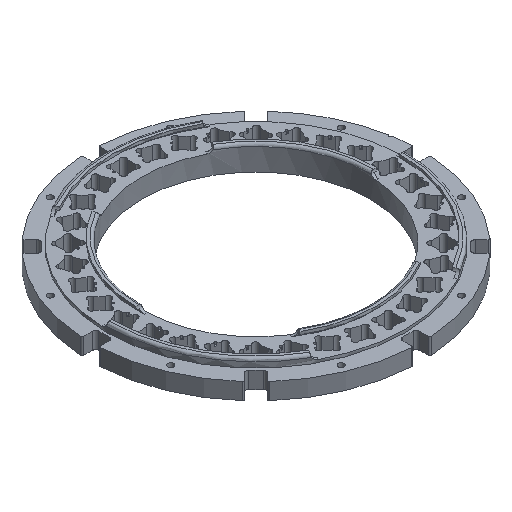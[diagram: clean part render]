
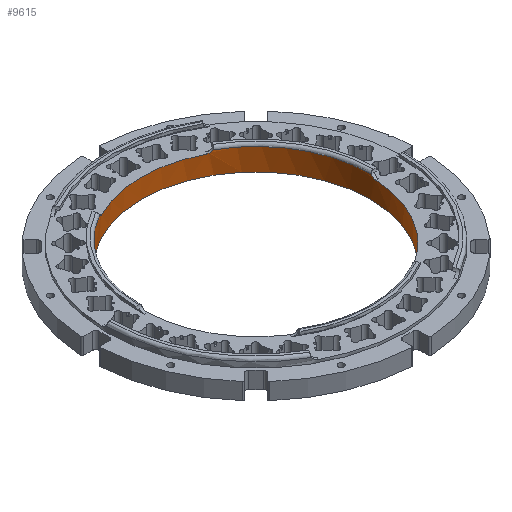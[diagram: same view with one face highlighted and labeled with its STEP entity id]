
A CAD part, isometric view. The second image highlights one B-rep face of the part: STEP entity #9615.
In plain terms, the highlighted cylindrical face has radius 83 mm (diameter 166 mm), a full revolution.
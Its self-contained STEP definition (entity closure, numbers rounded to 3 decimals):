
#146=CIRCLE('',#9712,83.);
#148=CIRCLE('',#9714,83.);
#150=CIRCLE('',#9716,83.);
#320=CIRCLE('',#9902,83.);
#321=CIRCLE('',#9903,83.);
#332=CIRCLE('',#9924,83.);
#342=CIRCLE('',#9948,83.);
#386=CIRCLE('',#9995,83.);
#1340=FACE_OUTER_BOUND('',#1951,.T.);
#1951=EDGE_LOOP('',(#8564,#8565,#8566,#8567,#8568,#8569,#8570,#8571,#8572,
#8573,#8574,#8575,#8576,#8577,#8578,#8579));
#2770=LINE('',#16606,#3602);
#3602=VECTOR('',#13349,83.);
#3700=B_SPLINE_CURVE_WITH_KNOTS('',3,(#14450,#14451,#14452,#14453,#14454,
#14455,#14456,#14457),.UNSPECIFIED.,.F.,.F.,(4,2,2,4),(1.406,
1.508,1.658,1.809),.UNSPECIFIED.);
#3703=B_SPLINE_CURVE_WITH_KNOTS('',3,(#14478,#14479,#14480,#14481,#14482,
#14483,#14484,#14485),.UNSPECIFIED.,.F.,.F.,(4,2,2,4),(0.603,
0.754,0.905,1.006),.UNSPECIFIED.);
#3716=B_SPLINE_CURVE_WITH_KNOTS('',3,(#14618,#14619,#14620,#14621,#14622,
#14623,#14624,#14625),.UNSPECIFIED.,.F.,.F.,(4,2,2,4),(1.406,
1.508,1.658,1.809),.UNSPECIFIED.);
#3719=B_SPLINE_CURVE_WITH_KNOTS('',3,(#14646,#14647,#14648,#14649,#14650,
#14651,#14652,#14653),.UNSPECIFIED.,.F.,.F.,(4,2,2,4),(0.603,
0.754,0.905,1.006),.UNSPECIFIED.);
#3732=B_SPLINE_CURVE_WITH_KNOTS('',3,(#14830,#14831,#14832,#14833,#14834,
#14835,#14836,#14837),.UNSPECIFIED.,.F.,.F.,(4,2,2,4),(1.406,
1.508,1.658,1.809),.UNSPECIFIED.);
#3735=B_SPLINE_CURVE_WITH_KNOTS('',3,(#14858,#14859,#14860,#14861,#14862,
#14863,#14864,#14865),.UNSPECIFIED.,.F.,.F.,(4,2,2,4),(0.603,
0.754,0.905,1.006),.UNSPECIFIED.);
#3756=VERTEX_POINT('',#13713);
#3757=VERTEX_POINT('',#13715);
#3760=VERTEX_POINT('',#13721);
#3761=VERTEX_POINT('',#13723);
#3764=VERTEX_POINT('',#13729);
#3765=VERTEX_POINT('',#13731);
#4095=VERTEX_POINT('',#14437);
#4099=VERTEX_POINT('',#14477);
#4115=VERTEX_POINT('',#14605);
#4119=VERTEX_POINT('',#14645);
#4121=VERTEX_POINT('',#14686);
#4137=VERTEX_POINT('',#14817);
#4141=VERTEX_POINT('',#14857);
#4211=VERTEX_POINT('',#15039);
#4697=EDGE_CURVE('',#3757,#3756,#146,.T.);
#4701=EDGE_CURVE('',#3761,#3760,#148,.T.);
#4705=EDGE_CURVE('',#3765,#3764,#150,.T.);
#5038=EDGE_CURVE('',#3756,#4095,#3700,.F.);
#5042=EDGE_CURVE('',#3765,#4099,#3703,.T.);
#5062=EDGE_CURVE('',#3760,#4115,#3716,.F.);
#5066=EDGE_CURVE('',#3757,#4119,#3719,.T.);
#5078=EDGE_CURVE('',#4121,#4099,#320,.T.);
#5079=EDGE_CURVE('',#4095,#4121,#321,.T.);
#5090=EDGE_CURVE('',#4115,#4119,#332,.T.);
#5108=EDGE_CURVE('',#3764,#4137,#3732,.F.);
#5112=EDGE_CURVE('',#3761,#4141,#3735,.T.);
#5124=EDGE_CURVE('',#4137,#4141,#342,.T.);
#5194=EDGE_CURVE('',#4211,#4211,#386,.T.);
#5961=EDGE_CURVE('',#4211,#4121,#2770,.T.);
#8564=ORIENTED_EDGE('',*,*,#5194,.F.);
#8565=ORIENTED_EDGE('',*,*,#5961,.T.);
#8566=ORIENTED_EDGE('',*,*,#5078,.T.);
#8567=ORIENTED_EDGE('',*,*,#5042,.F.);
#8568=ORIENTED_EDGE('',*,*,#4705,.T.);
#8569=ORIENTED_EDGE('',*,*,#5108,.T.);
#8570=ORIENTED_EDGE('',*,*,#5124,.T.);
#8571=ORIENTED_EDGE('',*,*,#5112,.F.);
#8572=ORIENTED_EDGE('',*,*,#4701,.T.);
#8573=ORIENTED_EDGE('',*,*,#5062,.T.);
#8574=ORIENTED_EDGE('',*,*,#5090,.T.);
#8575=ORIENTED_EDGE('',*,*,#5066,.F.);
#8576=ORIENTED_EDGE('',*,*,#4697,.T.);
#8577=ORIENTED_EDGE('',*,*,#5038,.T.);
#8578=ORIENTED_EDGE('',*,*,#5079,.T.);
#8579=ORIENTED_EDGE('',*,*,#5961,.F.);
#9135=CYLINDRICAL_SURFACE('',#10634,83.);
#9615=ADVANCED_FACE('',(#1340),#9135,.F.);
#9712=AXIS2_PLACEMENT_3D('',#13716,#10767,#10768);
#9714=AXIS2_PLACEMENT_3D('',#13724,#10773,#10774);
#9716=AXIS2_PLACEMENT_3D('',#13732,#10779,#10780);
#9902=AXIS2_PLACEMENT_3D('',#14687,#11326,#11327);
#9903=AXIS2_PLACEMENT_3D('',#14688,#11328,#11329);
#9924=AXIS2_PLACEMENT_3D('',#14710,#11370,#11371);
#9948=AXIS2_PLACEMENT_3D('',#14898,#11426,#11427);
#9995=AXIS2_PLACEMENT_3D('',#15040,#11546,#11547);
#10634=AXIS2_PLACEMENT_3D('',#16605,#13347,#13348);
#10767=DIRECTION('center_axis',(0.,0.,1.));
#10768=DIRECTION('ref_axis',(1.,0.,0.));
#10773=DIRECTION('center_axis',(0.,0.,1.));
#10774=DIRECTION('ref_axis',(1.,0.,0.));
#10779=DIRECTION('center_axis',(0.,0.,1.));
#10780=DIRECTION('ref_axis',(1.,0.,0.));
#11326=DIRECTION('center_axis',(0.,0.,1.));
#11327=DIRECTION('ref_axis',(-0.5,0.866,0.));
#11328=DIRECTION('center_axis',(0.,0.,1.));
#11329=DIRECTION('ref_axis',(-0.5,0.866,0.));
#11370=DIRECTION('center_axis',(0.,0.,1.));
#11371=DIRECTION('ref_axis',(1.,0.,0.));
#11426=DIRECTION('center_axis',(0.,0.,1.));
#11427=DIRECTION('ref_axis',(-0.5,-0.866,0.));
#11546=DIRECTION('center_axis',(0.,0.,1.));
#11547=DIRECTION('ref_axis',(1.,0.,0.));
#13347=DIRECTION('center_axis',(0.,0.,1.));
#13348=DIRECTION('ref_axis',(1.,0.,0.));
#13349=DIRECTION('',(0.,0.,1.));
#13713=CARTESIAN_POINT('',(-37.988,73.797,12.));
#13715=CARTESIAN_POINT('',(37.988,73.797,12.));
#13716=CARTESIAN_POINT('Origin',(0.,0.,12.));
#13721=CARTESIAN_POINT('',(82.904,-4.,12.));
#13723=CARTESIAN_POINT('',(44.916,-69.797,12.));
#13724=CARTESIAN_POINT('Origin',(0.,0.,12.));
#13729=CARTESIAN_POINT('',(-44.916,-69.797,12.));
#13731=CARTESIAN_POINT('',(-82.904,-4.,12.));
#13732=CARTESIAN_POINT('Origin',(0.,0.,12.));
#14437=CARTESIAN_POINT('',(-41.035,72.147,14.));
#14450=CARTESIAN_POINT('Ctrl Pts',(-41.035,72.147,14.));
#14451=CARTESIAN_POINT('Ctrl Pts',(-40.88,72.235,13.691));
#14452=CARTESIAN_POINT('Ctrl Pts',(-40.69,72.342,13.41));
#14453=CARTESIAN_POINT('Ctrl Pts',(-40.171,72.632,12.816));
#14454=CARTESIAN_POINT('Ctrl Pts',(-39.777,72.849,12.508));
#14455=CARTESIAN_POINT('Ctrl Pts',(-38.909,73.317,12.1));
#14456=CARTESIAN_POINT('Ctrl Pts',(-38.434,73.567,12.));
#14457=CARTESIAN_POINT('Ctrl Pts',(-37.988,73.797,12.));
#14477=CARTESIAN_POINT('',(-82.998,-0.536,14.));
#14478=CARTESIAN_POINT('Ctrl Pts',(-82.904,-4.,
12.));
#14479=CARTESIAN_POINT('Ctrl Pts',(-82.928,-3.498,
12.));
#14480=CARTESIAN_POINT('Ctrl Pts',(-82.949,-2.962,
12.1));
#14481=CARTESIAN_POINT('Ctrl Pts',(-82.978,-1.977,
12.508));
#14482=CARTESIAN_POINT('Ctrl Pts',(-82.987,-1.527,12.816));
#14483=CARTESIAN_POINT('Ctrl Pts',(-82.995,-0.933,
13.41));
#14484=CARTESIAN_POINT('Ctrl Pts',(-82.997,-0.714,
13.691));
#14485=CARTESIAN_POINT('Ctrl Pts',(-82.998,-0.536,
14.));
#14605=CARTESIAN_POINT('',(82.998,-0.536,14.));
#14618=CARTESIAN_POINT('Ctrl Pts',(82.998,-0.536,
14.));
#14619=CARTESIAN_POINT('Ctrl Pts',(82.997,-0.714,
13.691));
#14620=CARTESIAN_POINT('Ctrl Pts',(82.995,-0.933,
13.41));
#14621=CARTESIAN_POINT('Ctrl Pts',(82.987,-1.527,12.816));
#14622=CARTESIAN_POINT('Ctrl Pts',(82.978,-1.977,12.508));
#14623=CARTESIAN_POINT('Ctrl Pts',(82.949,-2.962,12.1));
#14624=CARTESIAN_POINT('Ctrl Pts',(82.928,-3.498,12.));
#14625=CARTESIAN_POINT('Ctrl Pts',(82.904,-4.,12.));
#14645=CARTESIAN_POINT('',(41.035,72.147,14.));
#14646=CARTESIAN_POINT('Ctrl Pts',(37.988,73.797,12.));
#14647=CARTESIAN_POINT('Ctrl Pts',(38.434,73.567,12.));
#14648=CARTESIAN_POINT('Ctrl Pts',(38.909,73.317,12.1));
#14649=CARTESIAN_POINT('Ctrl Pts',(39.777,72.849,12.508));
#14650=CARTESIAN_POINT('Ctrl Pts',(40.171,72.632,12.816));
#14651=CARTESIAN_POINT('Ctrl Pts',(40.69,72.342,13.41));
#14652=CARTESIAN_POINT('Ctrl Pts',(40.88,72.235,13.691));
#14653=CARTESIAN_POINT('Ctrl Pts',(41.035,72.147,14.));
#14686=CARTESIAN_POINT('',(-83.,0.,14.));
#14687=CARTESIAN_POINT('Origin',(0.,0.,
14.));
#14688=CARTESIAN_POINT('Origin',(0.,0.,
14.));
#14710=CARTESIAN_POINT('Origin',(0.,0.,
14.));
#14817=CARTESIAN_POINT('',(-41.963,-71.611,14.));
#14830=CARTESIAN_POINT('Ctrl Pts',(-41.963,-71.611,
14.));
#14831=CARTESIAN_POINT('Ctrl Pts',(-42.117,-71.52,
13.691));
#14832=CARTESIAN_POINT('Ctrl Pts',(-42.305,-71.409,
13.41));
#14833=CARTESIAN_POINT('Ctrl Pts',(-42.816,-71.105,
12.816));
#14834=CARTESIAN_POINT('Ctrl Pts',(-43.201,-70.873,12.508));
#14835=CARTESIAN_POINT('Ctrl Pts',(-44.04,-70.354,
12.1));
#14836=CARTESIAN_POINT('Ctrl Pts',(-44.493,-70.069,
12.));
#14837=CARTESIAN_POINT('Ctrl Pts',(-44.916,-69.797,
12.));
#14857=CARTESIAN_POINT('',(41.963,-71.611,14.));
#14858=CARTESIAN_POINT('Ctrl Pts',(44.916,-69.797,12.));
#14859=CARTESIAN_POINT('Ctrl Pts',(44.493,-70.069,12.));
#14860=CARTESIAN_POINT('Ctrl Pts',(44.04,-70.354,12.1));
#14861=CARTESIAN_POINT('Ctrl Pts',(43.201,-70.873,12.508));
#14862=CARTESIAN_POINT('Ctrl Pts',(42.816,-71.105,12.816));
#14863=CARTESIAN_POINT('Ctrl Pts',(42.305,-71.409,13.41));
#14864=CARTESIAN_POINT('Ctrl Pts',(42.117,-71.52,13.691));
#14865=CARTESIAN_POINT('Ctrl Pts',(41.963,-71.611,14.));
#14898=CARTESIAN_POINT('Origin',(0.,0.,
14.));
#15039=CARTESIAN_POINT('',(-83.,0.,-2.));
#15040=CARTESIAN_POINT('Origin',(0.,0.,-2.));
#16605=CARTESIAN_POINT('Origin',(0.,0.,-2.));
#16606=CARTESIAN_POINT('',(-83.,0.,-2.));
